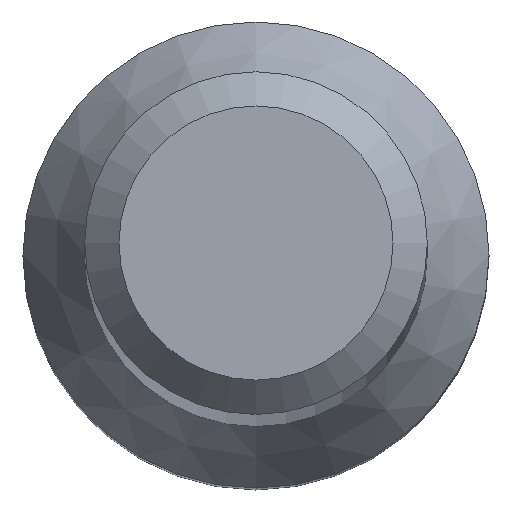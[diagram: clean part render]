
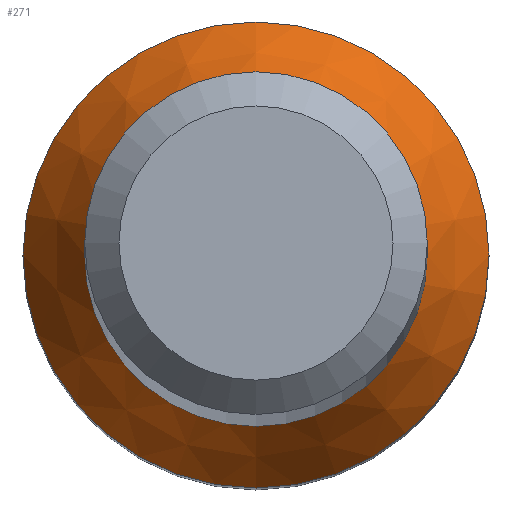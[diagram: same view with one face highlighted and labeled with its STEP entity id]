
A CAD part, top view. The second image highlights one B-rep face of the part: STEP entity #271.
In plain terms, the highlighted conical face has half-angle 30 degrees and reference radius 2.04 mm.
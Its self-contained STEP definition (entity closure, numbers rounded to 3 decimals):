
#1 = FACE_OUTER_BOUND ( 'NONE', #291, .T. ) ;
#39 = ORIENTED_EDGE ( 'NONE', *, *, #255, .T. ) ;
#46 = CONICAL_SURFACE ( 'NONE', #211, 2.04, 0.524 ) ;
#49 = VERTEX_POINT ( 'NONE', #72 ) ;
#50 = FACE_BOUND ( 'NONE', #161, .T. ) ;
#52 = CARTESIAN_POINT ( 'NONE',  ( 0., 2.04, 10. ) ) ;
#55 = DIRECTION ( 'NONE',  ( 0., 1., 0. ) ) ;
#72 = CARTESIAN_POINT ( 'NONE',  ( 0., 1.5, 10.935 ) ) ;
#112 = AXIS2_PLACEMENT_3D ( 'NONE', #167, #301, #114 ) ;
#114 = DIRECTION ( 'NONE',  ( 0., 1., 0. ) ) ;
#118 = CARTESIAN_POINT ( 'NONE',  ( 0., 0., 10. ) ) ;
#123 = VERTEX_POINT ( 'NONE', #52 ) ;
#131 = ORIENTED_EDGE ( 'NONE', *, *, #158, .F. ) ;
#140 = CIRCLE ( 'NONE', #233, 1.5 ) ;
#148 = CARTESIAN_POINT ( 'NONE',  ( 0., 0., 10.935 ) ) ;
#158 = EDGE_CURVE ( 'NONE', #123, #123, #237, .T. ) ;
#161 = EDGE_LOOP ( 'NONE', ( #39 ) ) ;
#167 = CARTESIAN_POINT ( 'NONE',  ( 0., 0., 10. ) ) ;
#210 = DIRECTION ( 'NONE',  ( 0., 1., 0. ) ) ;
#211 = AXIS2_PLACEMENT_3D ( 'NONE', #118, #234, #55 ) ;
#233 = AXIS2_PLACEMENT_3D ( 'NONE', #148, #238, #210 ) ;
#234 = DIRECTION ( 'NONE',  ( 0., 0., -1. ) ) ;
#237 = CIRCLE ( 'NONE', #112, 2.04 ) ;
#238 = DIRECTION ( 'NONE',  ( 0., 0., -1. ) ) ;
#255 = EDGE_CURVE ( 'NONE', #49, #49, #140, .T. ) ;
#271 = ADVANCED_FACE ( 'NONE', ( #50, #1 ), #46, .T. ) ;
#291 = EDGE_LOOP ( 'NONE', ( #131 ) ) ;
#301 = DIRECTION ( 'NONE',  ( 0., 0., -1. ) ) ;
